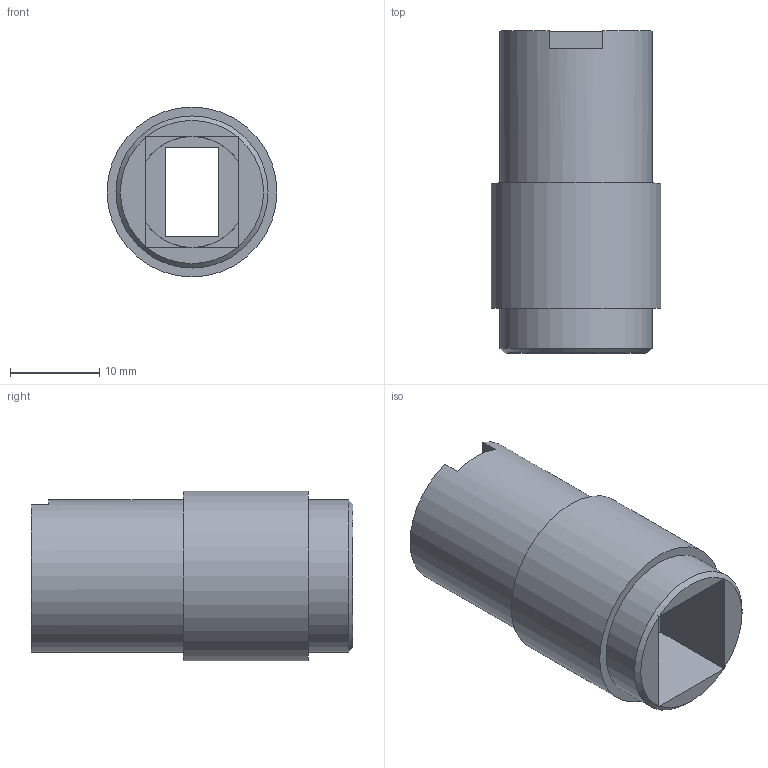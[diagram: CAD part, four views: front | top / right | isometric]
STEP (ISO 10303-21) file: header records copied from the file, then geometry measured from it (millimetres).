
FILE_DESCRIPTION(/* description */ (''),/* implementation_level */ '2;1');
FILE_NAME(/* name */ 'wheel-inner.step',/* time_stamp */ '2025-02-16T15:14:14+03:00',/* author */ (''),/* organization */ (''),/* preprocessor_version */ 'ST-DEVELOPER v20',/* originating_system */ 'Autodesk Translation Framework v13.20.0.188',/* authorisation */ '');
FILE_SCHEMA (('AUTOMOTIVE_DESIGN { 1 0 10303 214 3 1 1 }'));
Length unit declared in the file: millimetre
Products named in the file (1): caretaker
Bounding box: 19 x 36 x 19 mm (x, y, z)
Volume: 5111.3 mm3; surface area: 3921.7 mm2
Topology: 1 solids, 1 shells, 39 faces, 94 edges, 60 vertices
Faces by surface type: plane 31, cylinder 7, cone 1
Full cylindrical faces by diameter (mm): 3 x2, 17 x2, 19 x1
Entity records: 1165 total; most frequent: CARTESIAN_POINT 210, DIRECTION 195, ORIENTED_EDGE 188, EDGE_CURVE 94, AXIS2_PLACEMENT_3D 69, VERTEX_POINT 60, LINE 57, VECTOR 57
